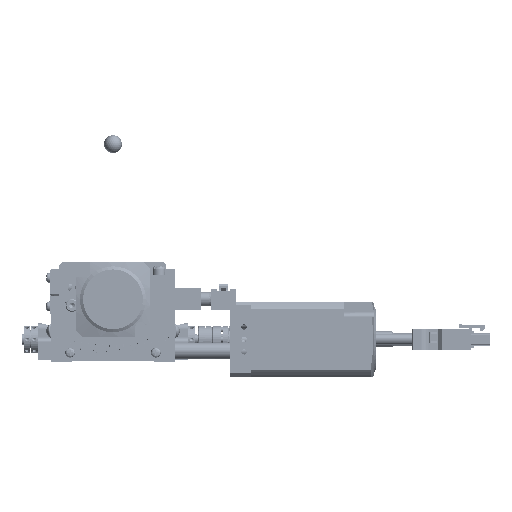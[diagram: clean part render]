
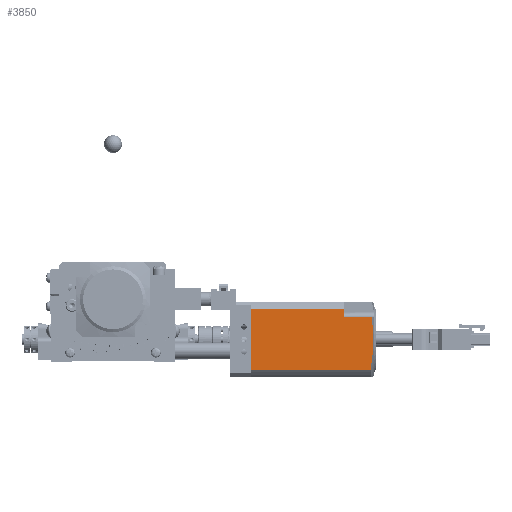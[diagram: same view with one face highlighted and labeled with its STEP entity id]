
A CAD part, front view. The second image highlights one B-rep face of the part: STEP entity #3850.
In plain terms, the highlighted planar face has unit normal (0, -1, 0).
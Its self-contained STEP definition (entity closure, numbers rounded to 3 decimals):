
#3850=ADVANCED_FACE('',(#39760),#39759,.F.);
#39759=PLANE('',#94172);
#39760=FACE_OUTER_BOUND('',#94173,.T.);
#94169=CARTESIAN_POINT('',(154.066,-21.,-7.865));
#94170=DIRECTION('',(0.,1.,0.));
#94171=DIRECTION('',(-1.,0.,0.));
#94172=AXIS2_PLACEMENT_3D('',#94169,#94170,#94171);
#94173=EDGE_LOOP('',(#132141,#132142,#132143,#132144,#132145,#132146));
#132141=ORIENTED_EDGE('',*,*,#156050,.T.);
#132142=ORIENTED_EDGE('',*,*,#156063,.T.);
#132143=ORIENTED_EDGE('',*,*,#156056,.T.);
#132144=ORIENTED_EDGE('',*,*,#155995,.F.);
#132145=ORIENTED_EDGE('',*,*,#156064,.F.);
#132146=ORIENTED_EDGE('',*,*,#156043,.F.);
#155995=EDGE_CURVE('',#215852,#215853,#215854,.T.);
#156043=EDGE_CURVE('',#216166,#216167,#216168,.T.);
#156050=EDGE_CURVE('',#216166,#216213,#216214,.T.);
#156056=EDGE_CURVE('',#216253,#215853,#216254,.T.);
#156063=EDGE_CURVE('',#216213,#216253,#216297,.T.);
#156064=EDGE_CURVE('',#216167,#215852,#216303,.T.);
#215852=VERTEX_POINT('',#303028);
#215853=VERTEX_POINT('',#303029);
#215854=CIRCLE('',#303033,97.77);
#216166=VERTEX_POINT('',#303393);
#216167=VERTEX_POINT('',#303394);
#216168=LINE('',#303395,#303396);
#216213=VERTEX_POINT('',#303421);
#216214=LINE('',#303422,#303423);
#216253=VERTEX_POINT('',#303445);
#216254=LINE('',#303446,#303447);
#216297=LINE('',#303470,#303471);
#216303=LINE('',#303473,#303474);
#303028=CARTESIAN_POINT('',(145.178,-21.,25.1));
#303029=CARTESIAN_POINT('',(144.509,-21.,-4.471));
#303030=CARTESIAN_POINT('',(48.223,-21.,12.5));
#303031=DIRECTION('',(0.,1.,0.));
#303032=DIRECTION('',(-0.992,0.,-0.129));
#303033=AXIS2_PLACEMENT_3D('',#303030,#303031,#303032);
#303393=CARTESIAN_POINT('',(129.7,-21.,29.471));
#303394=CARTESIAN_POINT('',(129.7,-21.,25.1));
#303395=CARTESIAN_POINT('',(129.7,-21.,29.471));
#303396=VECTOR('',#303397,4.371);
#303397=DIRECTION('',(0.,0.,-1.));
#303421=CARTESIAN_POINT('',(77.5,-21.,29.471));
#303422=CARTESIAN_POINT('',(129.7,-21.,29.471));
#303423=VECTOR('',#303424,52.2);
#303424=DIRECTION('',(-1.,0.,0.));
#303445=CARTESIAN_POINT('',(77.5,-21.,-4.471));
#303446=CARTESIAN_POINT('',(77.5,-21.,-4.471));
#303447=VECTOR('',#303448,67.009);
#303448=DIRECTION('',(1.,0.,0.));
#303470=CARTESIAN_POINT('',(77.5,-21.,29.471));
#303471=VECTOR('',#303472,33.941);
#303472=DIRECTION('',(0.,0.,-1.));
#303473=CARTESIAN_POINT('',(129.7,-21.,25.1));
#303474=VECTOR('',#303475,15.478);
#303475=DIRECTION('',(1.,0.,0.));
